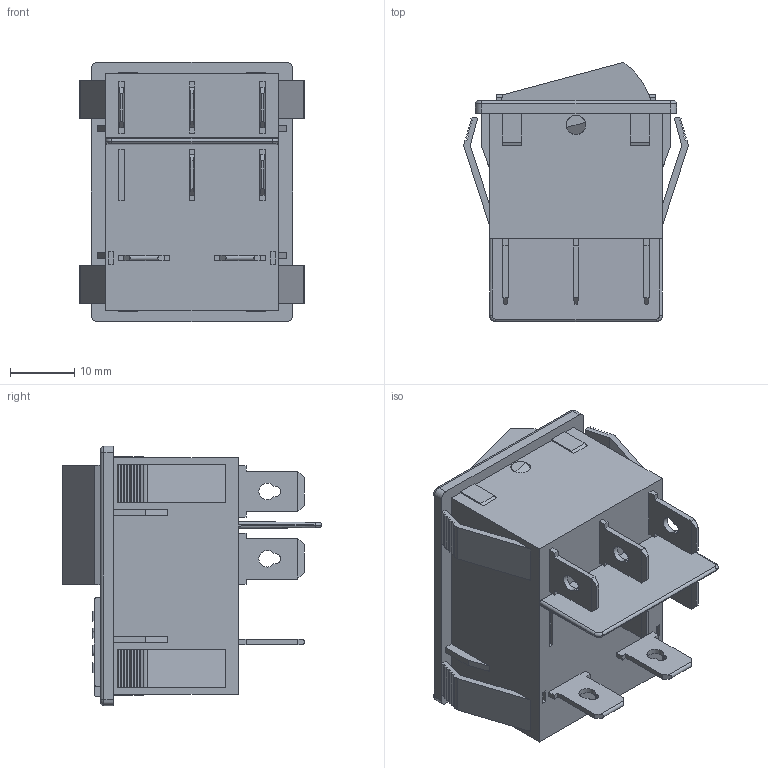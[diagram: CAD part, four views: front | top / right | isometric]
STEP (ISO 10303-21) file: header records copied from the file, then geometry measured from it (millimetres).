
FILE_DESCRIPTION (( 'STEP AP203' ), '1' );
FILE_NAME ('TLK15L1.STEP', '2020-03-13T09:35:01', ( '' ), ( '' ), 'SwSTEP 2.0', 'SolidWorks 2018', '' );
FILE_SCHEMA (( 'CONFIG_CONTROL_DESIGN' ));
Length unit declared in the file: millimetre
Products named in the file (7): TLK15L1; 僸儏乕僘僋儕僢僾 (T僔儕乕僘); 儘僢僇乕2嬌働乕僗 (T僔儕乕僘); 1端子 (Tシリーズ); 壓慻 2嬌 5抂巕 (T僔儕乕僘); 儘僢僇乕2嬌儃僞儞 儔儞僾晅偒 (T僔儕乕僘); ロッカー単-2極ヒューズカバー (Tシリーズ)
Assembly tree (11 placements, depth 3):
  TLK15L1
    壓慻 2嬌 5抂巕 (T僔儕乕僘)
      儘僢僇乕2嬌働乕僗 (T僔儕乕僘)
      1端子 (Tシリーズ)  x5
      僸儏乕僘僋儕僢僾 (T僔儕乕僘)  x2
      ロッカー単-2極ヒューズカバー (Tシリーズ)
    儘僢僇乕2嬌儃僞儞 儔儞僾晅偒 (T僔儕乕僘)
Bounding box: 35 x 40.47 x 40.5 mm (x, y, z)
Volume: 24417.8 mm3; surface area: 11141.1 mm2
Topology: 10 solids, 10 shells, 480 faces, 1272 edges, 833 vertices
Faces by surface type: plane 391, cylinder 51, bspline 34, torus 4
Full cylindrical faces by diameter (mm): 3 x1, 3.05 x2
Entity records: 13924 total; most frequent: CARTESIAN_POINT 3426, ORIENTED_EDGE 2094, DIRECTION 1793, EDGE_CURVE 1047, VECTOR 895, LINE 895, VERTEX_POINT 690, AXIS2_PLACEMENT_3D 449
